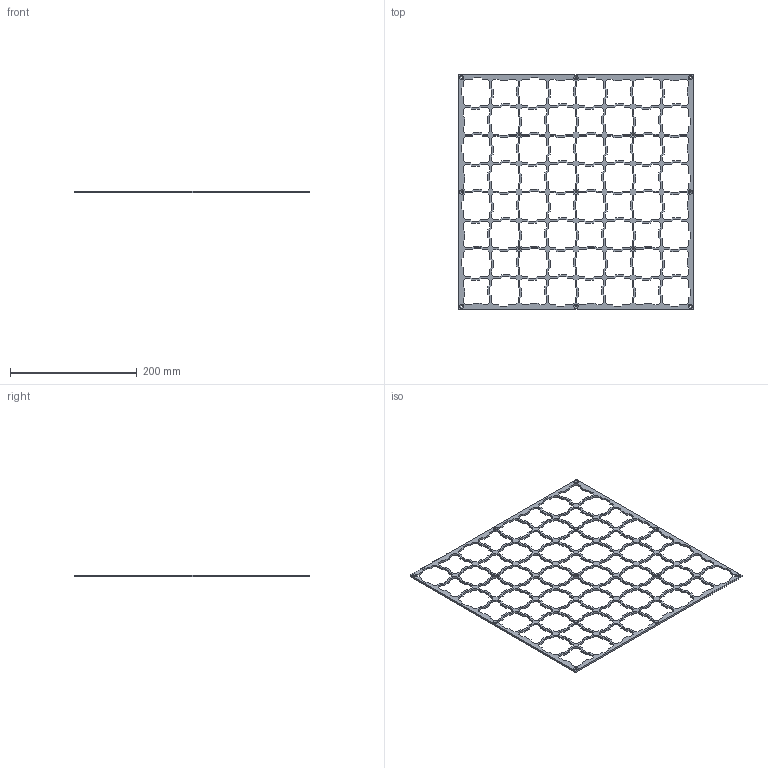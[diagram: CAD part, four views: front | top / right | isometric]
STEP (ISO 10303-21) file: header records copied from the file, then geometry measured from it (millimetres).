
FILE_DESCRIPTION(/* description */ (''),/* implementation_level */ '2;1');
FILE_NAME(/* name */ 'chess_plate.stp',/* time_stamp */ '2024-02-07T14:33:41+01:00',/* author */ (''),/* organization */ (''),/* preprocessor_version */ 'ST-DEVELOPER v18.1',/* originating_system */ 'SIEMENS PLM Software NX 1961',/* authorisation */ '');
FILE_SCHEMA (('AUTOMOTIVE_DESIGN { 1 0 10303 214 3 1 1 1 }'));
Length unit declared in the file: millimetre
Products named in the file (1): Admi117872A8hm3f
Bounding box: 371 x 371 x 3 mm (x, y, z)
Volume: 81381.8 mm3; surface area: 91760.5 mm2
Topology: 1 solids, 1 shells, 1581 faces, 4724 edges, 3145 vertices
Faces by surface type: plane 1542, cone 26, cylinder 13
Full cylindrical faces by diameter (mm): 3.4 x13
Entity records: 52094 total; most frequent: CARTESIAN_POINT 9386, ORIENTED_EDGE 9344, DIRECTION 7888, EDGE_CURVE 4672, LINE 4620, VECTOR 4620, VERTEX_POINT 3132, EDGE_LOOP 1774
